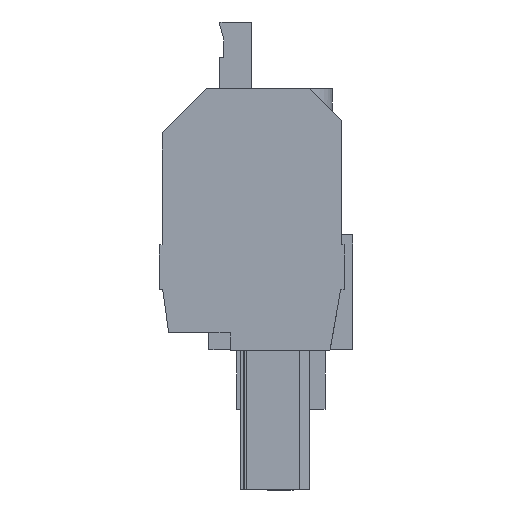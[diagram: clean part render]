
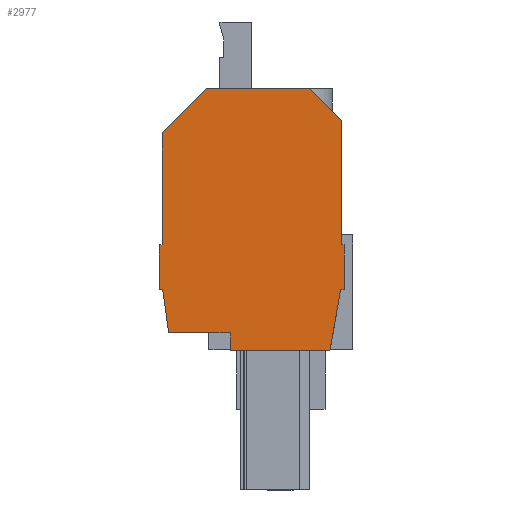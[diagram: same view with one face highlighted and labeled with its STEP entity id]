
A CAD part, left-side view. The second image highlights one B-rep face of the part: STEP entity #2977.
In plain terms, the highlighted planar face has unit normal (-1, 0, 0).
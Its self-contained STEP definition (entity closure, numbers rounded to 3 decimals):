
#2888=AXIS2_PLACEMENT_3D('Plane Axis2P3D',#2885,#2886,#2887) ;
#111=CARTESIAN_POINT('Vertex',(0.,21.23,39.764)) ;
#127=CARTESIAN_POINT('Vertex',(0.,21.23,27.3)) ;
#130=CARTESIAN_POINT('Line Origine',(0.,21.23,33.532)) ;
#247=CARTESIAN_POINT('Vertex',(0.,1.23,27.3)) ;
#459=CARTESIAN_POINT('Vertex',(0.,1.23,41.114)) ;
#462=CARTESIAN_POINT('Line Origine',(0.,1.23,34.207)) ;
#2225=CARTESIAN_POINT('Vertex',(0.,1.334,22.3)) ;
#2228=CARTESIAN_POINT('Line Origine',(0.,1.934,18.9)) ;
#2232=CARTESIAN_POINT('Vertex',(0.,2.533,15.5)) ;
#2283=CARTESIAN_POINT('Vertex',(0.,20.487,17.5)) ;
#2286=CARTESIAN_POINT('Line Origine',(0.,20.825,19.9)) ;
#2290=CARTESIAN_POINT('Vertex',(0.,21.162,22.3)) ;
#2750=CARTESIAN_POINT('Vertex',(0.,4.816,44.7)) ;
#2753=CARTESIAN_POINT('Line Origine',(0.,3.023,42.907)) ;
#2885=CARTESIAN_POINT('Axis2P3D Location',(0.,0.93,0.)) ;
#2890=CARTESIAN_POINT('Line Origine',(0.,21.53,24.8)) ;
#2894=CARTESIAN_POINT('Vertex',(0.,21.53,27.3)) ;
#2896=CARTESIAN_POINT('Vertex',(0.,21.53,22.3)) ;
#2899=CARTESIAN_POINT('Line Origine',(0.,21.346,22.3)) ;
#2904=CARTESIAN_POINT('Line Origine',(0.,17.07,17.5)) ;
#2908=CARTESIAN_POINT('Vertex',(0.,13.653,17.5)) ;
#2911=CARTESIAN_POINT('Line Origine',(0.,13.653,16.5)) ;
#2915=CARTESIAN_POINT('Vertex',(0.,13.653,15.5)) ;
#2918=CARTESIAN_POINT('Line Origine',(0.,8.093,15.5)) ;
#2923=CARTESIAN_POINT('Line Origine',(0.,1.132,22.3)) ;
#2927=CARTESIAN_POINT('Vertex',(0.,0.93,22.3)) ;
#2930=CARTESIAN_POINT('Line Origine',(0.,0.93,24.8)) ;
#2934=CARTESIAN_POINT('Vertex',(0.,0.93,27.3)) ;
#2937=CARTESIAN_POINT('Line Origine',(0.,1.08,27.3)) ;
#2942=CARTESIAN_POINT('Line Origine',(0.,10.555,44.7)) ;
#2946=CARTESIAN_POINT('Vertex',(0.,16.294,44.7)) ;
#2949=CARTESIAN_POINT('Line Origine',(0.,18.762,42.232)) ;
#2954=CARTESIAN_POINT('Line Origine',(0.,21.38,27.3)) ;
#131=DIRECTION('Vector Direction',(0.,0.,1.)) ;
#463=DIRECTION('Vector Direction',(0.,0.,-1.)) ;
#2229=DIRECTION('Vector Direction',(0.,0.174,-0.985)) ;
#2287=DIRECTION('Vector Direction',(0.,-0.139,-0.99)) ;
#2754=DIRECTION('Vector Direction',(0.,0.707,0.707)) ;
#2886=DIRECTION('Axis2P3D Direction',(-1.,0.,0.)) ;
#2887=DIRECTION('Axis2P3D XDirection',(0.,0.,1.)) ;
#2891=DIRECTION('Vector Direction',(0.,0.,-1.)) ;
#2900=DIRECTION('Vector Direction',(0.,-1.,0.)) ;
#2905=DIRECTION('Vector Direction',(0.,-1.,0.)) ;
#2912=DIRECTION('Vector Direction',(0.,0.,-1.)) ;
#2919=DIRECTION('Vector Direction',(0.,-1.,0.)) ;
#2924=DIRECTION('Vector Direction',(0.,-1.,0.)) ;
#2931=DIRECTION('Vector Direction',(0.,0.,1.)) ;
#2938=DIRECTION('Vector Direction',(0.,1.,0.)) ;
#2943=DIRECTION('Vector Direction',(0.,1.,0.)) ;
#2950=DIRECTION('Vector Direction',(0.,0.707,-0.707)) ;
#2955=DIRECTION('Vector Direction',(0.,1.,0.)) ;
#132=VECTOR('Line Direction',#131,1.) ;
#464=VECTOR('Line Direction',#463,1.) ;
#2230=VECTOR('Line Direction',#2229,1.) ;
#2288=VECTOR('Line Direction',#2287,1.) ;
#2755=VECTOR('Line Direction',#2754,1.) ;
#2892=VECTOR('Line Direction',#2891,1.) ;
#2901=VECTOR('Line Direction',#2900,1.) ;
#2906=VECTOR('Line Direction',#2905,1.) ;
#2913=VECTOR('Line Direction',#2912,1.) ;
#2920=VECTOR('Line Direction',#2919,1.) ;
#2925=VECTOR('Line Direction',#2924,1.) ;
#2932=VECTOR('Line Direction',#2931,1.) ;
#2939=VECTOR('Line Direction',#2938,1.) ;
#2944=VECTOR('Line Direction',#2943,1.) ;
#2951=VECTOR('Line Direction',#2950,1.) ;
#2956=VECTOR('Line Direction',#2955,1.) ;
#2960=ORIENTED_EDGE('',*,*,#2898,.T.) ;
#2961=ORIENTED_EDGE('',*,*,#2903,.T.) ;
#2962=ORIENTED_EDGE('',*,*,#2292,.T.) ;
#2963=ORIENTED_EDGE('',*,*,#2910,.T.) ;
#2964=ORIENTED_EDGE('',*,*,#2917,.T.) ;
#2965=ORIENTED_EDGE('',*,*,#2922,.T.) ;
#2966=ORIENTED_EDGE('',*,*,#2234,.T.) ;
#2967=ORIENTED_EDGE('',*,*,#2929,.T.) ;
#2968=ORIENTED_EDGE('',*,*,#2936,.T.) ;
#2969=ORIENTED_EDGE('',*,*,#2941,.T.) ;
#2970=ORIENTED_EDGE('',*,*,#466,.T.) ;
#2971=ORIENTED_EDGE('',*,*,#2757,.T.) ;
#2972=ORIENTED_EDGE('',*,*,#2948,.T.) ;
#2973=ORIENTED_EDGE('',*,*,#2953,.T.) ;
#2974=ORIENTED_EDGE('',*,*,#134,.T.) ;
#2975=ORIENTED_EDGE('',*,*,#2958,.T.) ;
#2977=ADVANCED_FACE('housing',(#2976),#2889,.T.) ;
#134=EDGE_CURVE('',#112,#128,#133,.F.) ;
#466=EDGE_CURVE('',#248,#460,#465,.F.) ;
#2234=EDGE_CURVE('',#2233,#2226,#2231,.F.) ;
#2292=EDGE_CURVE('',#2291,#2284,#2289,.T.) ;
#2757=EDGE_CURVE('',#460,#2751,#2756,.T.) ;
#2898=EDGE_CURVE('',#2895,#2897,#2893,.T.) ;
#2903=EDGE_CURVE('',#2897,#2291,#2902,.T.) ;
#2910=EDGE_CURVE('',#2284,#2909,#2907,.T.) ;
#2917=EDGE_CURVE('',#2909,#2916,#2914,.T.) ;
#2922=EDGE_CURVE('',#2916,#2233,#2921,.T.) ;
#2929=EDGE_CURVE('',#2226,#2928,#2926,.T.) ;
#2936=EDGE_CURVE('',#2928,#2935,#2933,.T.) ;
#2941=EDGE_CURVE('',#2935,#248,#2940,.T.) ;
#2948=EDGE_CURVE('',#2751,#2947,#2945,.T.) ;
#2953=EDGE_CURVE('',#2947,#112,#2952,.T.) ;
#2958=EDGE_CURVE('',#128,#2895,#2957,.T.) ;
#2959=EDGE_LOOP('',(#2960,#2961,#2962,#2963,#2964,#2965,#2966,#2967,#2968,#2969,#2970,#2971,#2972,#2973,#2974,#2975)) ;
#2976=FACE_OUTER_BOUND('',#2959,.T.) ;
#133=LINE('Line',#130,#132) ;
#465=LINE('Line',#462,#464) ;
#2231=LINE('Line',#2228,#2230) ;
#2289=LINE('Line',#2286,#2288) ;
#2756=LINE('Line',#2753,#2755) ;
#2893=LINE('Line',#2890,#2892) ;
#2902=LINE('Line',#2899,#2901) ;
#2907=LINE('Line',#2904,#2906) ;
#2914=LINE('Line',#2911,#2913) ;
#2921=LINE('Line',#2918,#2920) ;
#2926=LINE('Line',#2923,#2925) ;
#2933=LINE('Line',#2930,#2932) ;
#2940=LINE('Line',#2937,#2939) ;
#2945=LINE('Line',#2942,#2944) ;
#2952=LINE('Line',#2949,#2951) ;
#2957=LINE('Line',#2954,#2956) ;
#2889=PLANE('',#2888) ;
#112=VERTEX_POINT('',#111) ;
#128=VERTEX_POINT('',#127) ;
#248=VERTEX_POINT('',#247) ;
#460=VERTEX_POINT('',#459) ;
#2226=VERTEX_POINT('',#2225) ;
#2233=VERTEX_POINT('',#2232) ;
#2284=VERTEX_POINT('',#2283) ;
#2291=VERTEX_POINT('',#2290) ;
#2751=VERTEX_POINT('',#2750) ;
#2895=VERTEX_POINT('',#2894) ;
#2897=VERTEX_POINT('',#2896) ;
#2909=VERTEX_POINT('',#2908) ;
#2916=VERTEX_POINT('',#2915) ;
#2928=VERTEX_POINT('',#2927) ;
#2935=VERTEX_POINT('',#2934) ;
#2947=VERTEX_POINT('',#2946) ;
